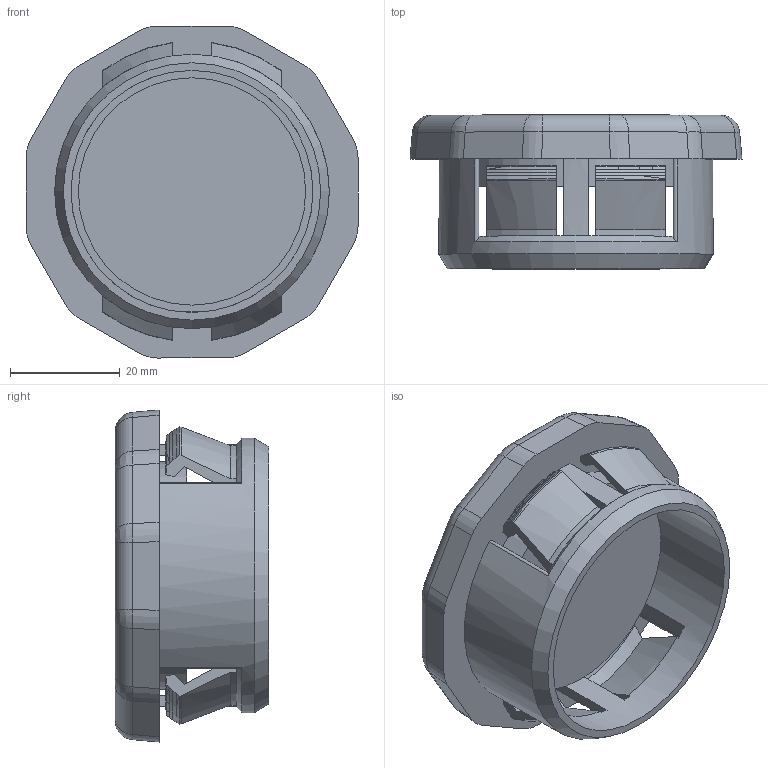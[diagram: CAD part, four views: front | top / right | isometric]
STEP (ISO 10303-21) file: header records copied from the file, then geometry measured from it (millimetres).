
FILE_DESCRIPTION(/* description */ (''),/* implementation_level */ '2;1');
FILE_NAME(/* name */ '28916_6_KES-R M50-8.stp',/* time_stamp */ '2023-03-03T08:10:42+01:00',/* author */ (''),/* organization */ (''),/* preprocessor_version */ 'ST-DEVELOPER v16.7',/* originating_system */ 'SIEMENS PLM Software NX 12.0',/* authorisation */ '');
FILE_SCHEMA (('AUTOMOTIVE_DESIGN { 1 0 10303 214 3 1 1 1 }'));
Length unit declared in the file: millimetre
Products named in the file (1): 28916_6_KES-R M50-8
Bounding box: 60.51 x 28 x 60.51 mm (x, y, z)
Volume: 35650.4 mm3; surface area: 13862.9 mm2
Topology: 1 solids, 1 shells, 445 faces, 1176 edges, 761 vertices
Faces by surface type: plane 228, cylinder 101, cone 47, extrusion 21, sphere 19, bspline 17, revolution 12
Full cylindrical faces by diameter (mm): 41.43 x1, 44.103 x1, 50 x1
Entity records: 18088 total; most frequent: CARTESIAN_POINT 5136, ORIENTED_EDGE 2256, DIRECTION 2062, EDGE_CURVE 1128, VERTEX_POINT 735, AXIS2_PLACEMENT_3D 704, VECTOR 642, LINE 621
